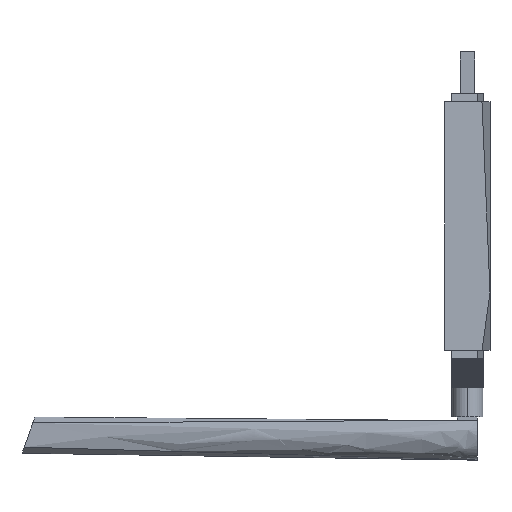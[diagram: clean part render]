
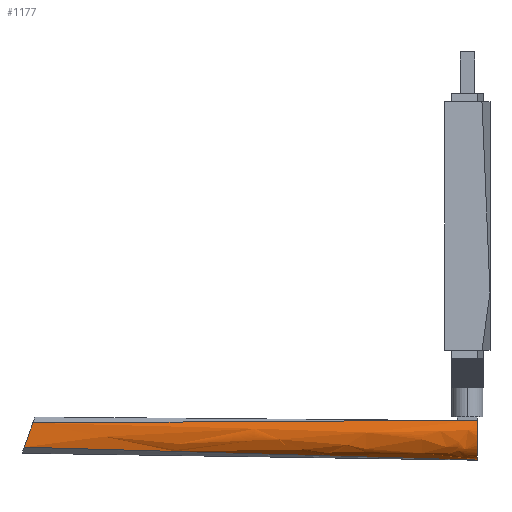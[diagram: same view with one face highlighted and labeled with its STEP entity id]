
A CAD part, left-side view. The second image highlights one B-rep face of the part: STEP entity #1177.
In plain terms, the highlighted free-form (B-spline) face has degree [3, 1] with [18, 2] control points.
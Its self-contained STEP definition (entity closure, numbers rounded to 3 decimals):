
#144 = CARTESIAN_POINT ( 'NONE',  ( -3.536, 134.747, -20.054 ) ) ;
#345 = CARTESIAN_POINT ( 'NONE',  ( -3.5, 138.1, -20.7 ) ) ;
#374 = CARTESIAN_POINT ( 'NONE',  ( -8.098, -3.1, -24.756 ) ) ;
#375 = CARTESIAN_POINT ( 'NONE',  ( -3.5, 138.1, -23.513 ) ) ;
#406 = CARTESIAN_POINT ( 'NONE',  ( -0.5, -3.1, -31.474 ) ) ;
#450 = CARTESIAN_POINT ( 'NONE',  ( -5.501, -3.1, -20.188 ) ) ;
#616 = EDGE_CURVE ( 'NONE', #5056, #3063, #3445, .T. ) ;
#719 = CARTESIAN_POINT ( 'NONE',  ( -3.536, 134.747, -20.054 ) ) ;
#899 = CARTESIAN_POINT ( 'NONE',  ( -2., 67.5, -29.525 ) ) ;
#954 = CARTESIAN_POINT ( 'NONE',  ( -3.5, 138.1, -27.575 ) ) ;
#1001 = CARTESIAN_POINT ( 'NONE',  ( -5.981, -3.1, -25.588 ) ) ;
#1015 = DIRECTION ( 'NONE',  ( 0.011, 1., -0.006 ) ) ;
#1025 = CARTESIAN_POINT ( 'NONE',  ( -6.153, -3.1, -24.126 ) ) ;
#1059 = B_SPLINE_SURFACE_WITH_KNOTS ( 'NONE', 3, 1, ( 
 ( #7059, #954 ),
 ( #3202, #5437 ),
 ( #2167, #7010 ),
 ( #3178, #3753 ),
 ( #3781, #2667 ),
 ( #4901, #4331 ),
 ( #2689, #5883 ),
 ( #4301, #1587 ),
 ( #4831, #3698 ),
 ( #7035, #375 ),
 ( #1001, #4879 ),
 ( #1025, #2592 ),
 ( #5964, #1563 ),
 ( #4801, #5412 ),
 ( #6514, #5342 ),
 ( #450, #345 ),
 ( #4257, #2620 ),
 ( #4283, #6439 ) ),
 .UNSPECIFIED., .F., .F., .F.,
 ( 4, 2, 2, 2, 2, 2, 2, 2, 4 ),
 ( 2, 2 ),
 ( 0., 0.125, 0.25, 0.375, 0.5, 0.625, 0.75, 0.875, 1. ),
 ( 0., 1. ),
 .UNSPECIFIED. ) ;
#1177 = ADVANCED_FACE ( 'NONE', ( #3929 ), #1059, .T. ) ;
#1464 = CARTESIAN_POINT ( 'NONE',  ( -5.011, -3.1, -19.2 ) ) ;
#1563 = CARTESIAN_POINT ( 'NONE',  ( -3.5, 138.1, -22.263 ) ) ;
#1587 = CARTESIAN_POINT ( 'NONE',  ( -3.5, 138.1, -24.45 ) ) ;
#1658 = VERTEX_POINT ( 'NONE', #1464 ) ;
#1816 = CARTESIAN_POINT ( 'NONE',  ( -3.54, 135.868, -23.196 ) ) ;
#1964 =( BOUNDED_CURVE ( )  B_SPLINE_CURVE ( 3, ( #6943, #374, #3674, #5858 ),
 .UNSPECIFIED., .F., .F. ) 
 B_SPLINE_CURVE_WITH_KNOTS ( ( 4, 4 ),
 ( 4.097, 6.202 ),
 .UNSPECIFIED. ) 
 CURVE ( )  GEOMETRIC_REPRESENTATION_ITEM ( )  RATIONAL_B_SPLINE_CURVE ( ( 1., 0.664, 0.664, 1. ) ) 
 REPRESENTATION_ITEM ( '' )  );
#2167 = CARTESIAN_POINT ( 'NONE',  ( -1.41, -3.1, -31.318 ) ) ;
#2266 = VERTEX_POINT ( 'NONE', #406 ) ;
#2397 = CARTESIAN_POINT ( 'NONE',  ( -3.486, 137.437, -27.593 ) ) ;
#2419 = CARTESIAN_POINT ( 'NONE',  ( -3.49, 136.989, -26.337 ) ) ;
#2592 = CARTESIAN_POINT ( 'NONE',  ( -3.5, 138.1, -22.575 ) ) ;
#2620 = CARTESIAN_POINT ( 'NONE',  ( -3.5, 138.1, -20.388 ) ) ;
#2667 = CARTESIAN_POINT ( 'NONE',  ( -3.5, 138.1, -26.013 ) ) ;
#2689 = CARTESIAN_POINT ( 'NONE',  ( -4.205, -3.1, -29.428 ) ) ;
#2811 = EDGE_CURVE ( 'NONE', #1658, #2266, #1964, .T. ) ;
#3063 = VERTEX_POINT ( 'NONE', #719 ) ;
#3178 = CARTESIAN_POINT ( 'NONE',  ( -2.36, -3.1, -30.928 ) ) ;
#3202 = CARTESIAN_POINT ( 'NONE',  ( -0.943, -3.1, -31.428 ) ) ;
#3321 = ORIENTED_EDGE ( 'NONE', *, *, #3606, .F. ) ;
#3445 = B_SPLINE_CURVE_WITH_KNOTS ( 'NONE', 3,
 ( #2397, #6231, #2419, #5850, #6362, #1816, #5659, #6212, #3500, #144 ),
 .UNSPECIFIED., .F., .F.,
 ( 4, 2, 2, 2, 4 ),
 ( 0., 0.002, 0.004, 0.006, 0.008 ),
 .UNSPECIFIED. ) ;
#3500 = CARTESIAN_POINT ( 'NONE',  ( -3.546, 134.972, -20.682 ) ) ;
#3555 = LINE ( 'NONE', #7144, #6967 ) ;
#3606 = EDGE_CURVE ( 'NONE', #2266, #5056, #5975, .T. ) ;
#3674 = CARTESIAN_POINT ( 'NONE',  ( -5.833, -3.1, -30.92 ) ) ;
#3698 = CARTESIAN_POINT ( 'NONE',  ( -3.5, 138.1, -24.138 ) ) ;
#3753 = CARTESIAN_POINT ( 'NONE',  ( -3.5, 138.1, -26.325 ) ) ;
#3781 = CARTESIAN_POINT ( 'NONE',  ( -2.842, -3.1, -30.648 ) ) ;
#3929 = FACE_OUTER_BOUND ( 'NONE', #6286, .T. ) ;
#4257 = CARTESIAN_POINT ( 'NONE',  ( -5.267, -3.1, -19.661 ) ) ;
#4283 = CARTESIAN_POINT ( 'NONE',  ( -5.011, -3.1, -19.2 ) ) ;
#4301 = CARTESIAN_POINT ( 'NONE',  ( -4.976, -3.1, -28.322 ) ) ;
#4331 = CARTESIAN_POINT ( 'NONE',  ( -3.5, 138.1, -25.388 ) ) ;
#4428 = EDGE_CURVE ( 'NONE', #1658, #3063, #3555, .T. ) ;
#4479 = ORIENTED_EDGE ( 'NONE', *, *, #4428, .T. ) ;
#4779 = DIRECTION ( 'NONE',  ( -0.021, 0.999, 0.028 ) ) ;
#4801 = CARTESIAN_POINT ( 'NONE',  ( -6.015, -3.1, -22.014 ) ) ;
#4831 = CARTESIAN_POINT ( 'NONE',  ( -5.307, -3.1, -27.686 ) ) ;
#4844 = ORIENTED_EDGE ( 'NONE', *, *, #616, .F. ) ;
#4879 = CARTESIAN_POINT ( 'NONE',  ( -3.5, 138.1, -23.2 ) ) ;
#4901 = CARTESIAN_POINT ( 'NONE',  ( -3.765, -3.1, -29.898 ) ) ;
#5056 = VERTEX_POINT ( 'NONE', #7007 ) ;
#5193 = VECTOR ( 'NONE', #4779, 1000. ) ;
#5342 = CARTESIAN_POINT ( 'NONE',  ( -3.5, 138.1, -21.325 ) ) ;
#5412 = CARTESIAN_POINT ( 'NONE',  ( -3.5, 138.1, -21.638 ) ) ;
#5437 = CARTESIAN_POINT ( 'NONE',  ( -3.5, 138.1, -27.263 ) ) ;
#5659 = CARTESIAN_POINT ( 'NONE',  ( -3.548, 135.644, -22.567 ) ) ;
#5850 = CARTESIAN_POINT ( 'NONE',  ( -3.507, 136.541, -25.08 ) ) ;
#5858 = CARTESIAN_POINT ( 'NONE',  ( -0.5, -3.1, -31.474 ) ) ;
#5883 = CARTESIAN_POINT ( 'NONE',  ( -3.5, 138.1, -25.075 ) ) ;
#5911 = ORIENTED_EDGE ( 'NONE', *, *, #2811, .F. ) ;
#5964 = CARTESIAN_POINT ( 'NONE',  ( -6.155, -3.1, -23.395 ) ) ;
#5975 = LINE ( 'NONE', #899, #5193 ) ;
#6212 = CARTESIAN_POINT ( 'NONE',  ( -3.55, 135.196, -21.311 ) ) ;
#6231 = CARTESIAN_POINT ( 'NONE',  ( -3.485, 137.213, -26.965 ) ) ;
#6286 = EDGE_LOOP ( 'NONE', ( #4844, #3321, #5911, #4479 ) ) ;
#6362 = CARTESIAN_POINT ( 'NONE',  ( -3.52, 136.317, -24.452 ) ) ;
#6439 = CARTESIAN_POINT ( 'NONE',  ( -3.5, 138.1, -20.075 ) ) ;
#6514 = CARTESIAN_POINT ( 'NONE',  ( -5.875, -3.1, -21.364 ) ) ;
#6943 = CARTESIAN_POINT ( 'NONE',  ( -5.011, -3.1, -19.2 ) ) ;
#6967 = VECTOR ( 'NONE', #1015, 1000. ) ;
#7007 = CARTESIAN_POINT ( 'NONE',  ( -3.486, 137.437, -27.593 ) ) ;
#7010 = CARTESIAN_POINT ( 'NONE',  ( -3.5, 138.1, -26.95 ) ) ;
#7035 = CARTESIAN_POINT ( 'NONE',  ( -5.809, -3.1, -26.318 ) ) ;
#7059 = CARTESIAN_POINT ( 'NONE',  ( -0.5, -3.1, -31.474 ) ) ;
#7144 = CARTESIAN_POINT ( 'NONE',  ( -4.256, 67.5, -19.638 ) ) ;
